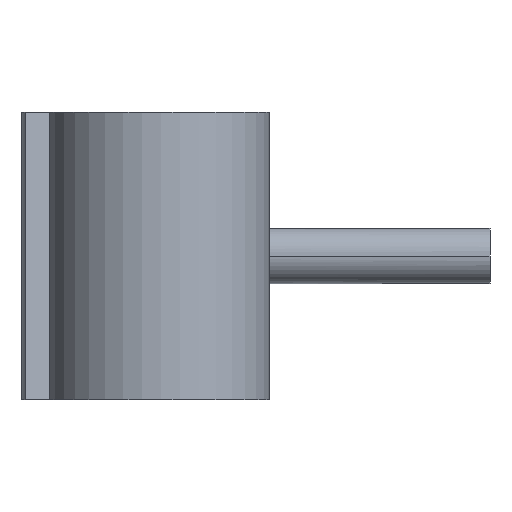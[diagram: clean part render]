
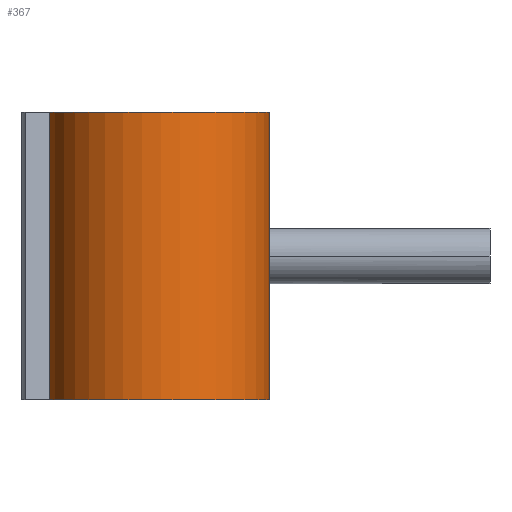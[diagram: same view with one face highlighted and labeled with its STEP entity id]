
A CAD part, front view. The second image highlights one B-rep face of the part: STEP entity #367.
In plain terms, the highlighted cylindrical face has radius 40.167 mm (diameter 80.333 mm), a partial arc.
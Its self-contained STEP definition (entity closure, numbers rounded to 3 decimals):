
#237 = EDGE_CURVE( '', #523, #269, #607, .T. );
#255 = VERTEX_POINT( '', #625 );
#263 = EDGE_CURVE( '', #523, #387, #634, .T. );
#269 = VERTEX_POINT( '', #641 );
#311 = EDGE_CURVE( '', #387, #255, #688, .T. );
#341 = EDGE_CURVE( '', #255, #269, #720, .T. );
#367 = ADVANCED_FACE( '', ( #750 ), #751, .T. );
#387 = VERTEX_POINT( '', #771 );
#523 = VERTEX_POINT( '', #922 );
#607 = CIRCLE( '', #1131, 40.167 );
#625 = CARTESIAN_POINT( '', ( 39.402, 7.8, -52. ) );
#634 = LINE( '', #1203, #1204 );
#641 = CARTESIAN_POINT( '', ( 39.402, 7.8, 52. ) );
#688 = CIRCLE( '', #1318, 40.167 );
#720 = LINE( '', #1394, #1395 );
#750 = FACE_OUTER_BOUND( '', #1433, .T. );
#751 = CYLINDRICAL_SURFACE( '', #1434, 40.167 );
#771 = CARTESIAN_POINT( '', ( -39.402, -7.8, -52. ) );
#922 = CARTESIAN_POINT( '', ( -39.402, -7.8, 52. ) );
#1131 = AXIS2_PLACEMENT_3D( '', #1828, #1829, #1830 );
#1203 = CARTESIAN_POINT( '', ( -39.402, -7.8, 52. ) );
#1204 = VECTOR( '', #1854, 1. );
#1318 = AXIS2_PLACEMENT_3D( '', #1923, #1924, #1925 );
#1394 = CARTESIAN_POINT( '', ( 39.402, 7.8, 52. ) );
#1395 = VECTOR( '', #1948, 1. );
#1433 = EDGE_LOOP( '', ( #1989, #1990, #1991, #1992 ) );
#1434 = AXIS2_PLACEMENT_3D( '', #1993, #1994, #1995 );
#1828 = CARTESIAN_POINT( '', ( 0., 0., 52. ) );
#1829 = DIRECTION( '', ( 0., 0., 1. ) );
#1830 = DIRECTION( '', ( -0.981, -0.194, 0. ) );
#1854 = DIRECTION( '', ( 0., 0., -1. ) );
#1923 = CARTESIAN_POINT( '', ( 0., 0., -52. ) );
#1924 = DIRECTION( '', ( 0., 0., 1. ) );
#1925 = DIRECTION( '', ( -0.981, -0.194, 0. ) );
#1948 = DIRECTION( '', ( 0., 0., 1. ) );
#1989 = ORIENTED_EDGE( '', *, *, #341, .T. );
#1990 = ORIENTED_EDGE( '', *, *, #237, .F. );
#1991 = ORIENTED_EDGE( '', *, *, #263, .T. );
#1992 = ORIENTED_EDGE( '', *, *, #311, .T. );
#1993 = CARTESIAN_POINT( '', ( 0., 0., 52. ) );
#1994 = DIRECTION( '', ( 0., 0., 1. ) );
#1995 = DIRECTION( '', ( -0.981, -0.194, 0. ) );
